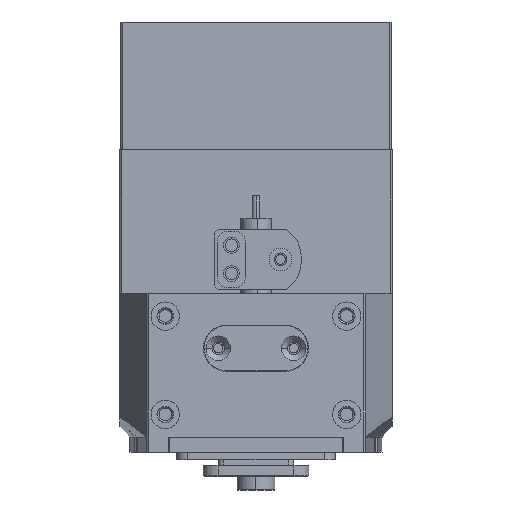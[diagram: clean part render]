
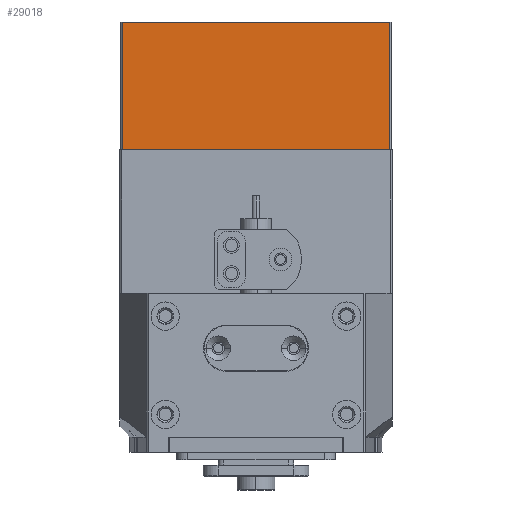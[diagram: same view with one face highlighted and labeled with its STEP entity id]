
A CAD part, left-side view. The second image highlights one B-rep face of the part: STEP entity #29018.
In plain terms, the highlighted planar face has unit normal (-1, 0, 0).
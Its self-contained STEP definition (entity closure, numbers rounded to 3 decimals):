
#624 = DIRECTION ( 'NONE',  ( 0., -1., 0. ) ) ;
#1188 = EDGE_CURVE ( 'NONE', #23738, #42314, #3835, .T. ) ;
#2740 = DIRECTION ( 'NONE',  ( 0., -1., 0. ) ) ;
#2981 = ORIENTED_EDGE ( 'NONE', *, *, #40136, .T. ) ;
#3835 = LINE ( 'NONE', #15456, #34472 ) ;
#4224 = CARTESIAN_POINT ( 'NONE',  ( -68.858, -22.473, 231.948 ) ) ;
#4336 = VERTEX_POINT ( 'NONE', #31826 ) ;
#6880 = LINE ( 'NONE', #19614, #18776 ) ;
#7114 = LINE ( 'NONE', #4224, #51409 ) ;
#8583 = CARTESIAN_POINT ( 'NONE',  ( -68.858, -22.473, 231.948 ) ) ;
#8976 = PLANE ( 'NONE',  #35404 ) ;
#10854 = EDGE_CURVE ( 'NONE', #18915, #42314, #7114, .T. ) ;
#10968 = DIRECTION ( 'NONE',  ( 0., 0., -1. ) ) ;
#12314 = LINE ( 'NONE', #34377, #35460 ) ;
#12978 = DIRECTION ( 'NONE',  ( 1., 0., 0. ) ) ;
#15456 = CARTESIAN_POINT ( 'NONE',  ( -68.858, 48.827, 231.948 ) ) ;
#16622 = CARTESIAN_POINT ( 'NONE',  ( -68.858, 48.827, 231.948 ) ) ;
#18776 = VECTOR ( 'NONE', #40033, 1000. ) ;
#18915 = VERTEX_POINT ( 'NONE', #43770 ) ;
#19614 = CARTESIAN_POINT ( 'NONE',  ( -68.858, 48.827, 198.248 ) ) ;
#19742 = EDGE_LOOP ( 'NONE', ( #2981, #22808, #51690, #41371 ) ) ;
#22808 = ORIENTED_EDGE ( 'NONE', *, *, #10854, .T. ) ;
#23518 = FACE_OUTER_BOUND ( 'NONE', #19742, .T. ) ;
#23738 = VERTEX_POINT ( 'NONE', #37188 ) ;
#23921 = EDGE_CURVE ( 'NONE', #23738, #4336, #12314, .T. ) ;
#28499 = DIRECTION ( 'NONE',  ( 0., 0., 1. ) ) ;
#29018 = ADVANCED_FACE ( 'NONE', ( #23518 ), #8976, .F. ) ;
#31826 = CARTESIAN_POINT ( 'NONE',  ( -68.858, 48.327, 198.248 ) ) ;
#34377 = CARTESIAN_POINT ( 'NONE',  ( -68.858, 48.327, 231.948 ) ) ;
#34472 = VECTOR ( 'NONE', #2740, 1000. ) ;
#35404 = AXIS2_PLACEMENT_3D ( 'NONE', #16622, #12978, #624 ) ;
#35460 = VECTOR ( 'NONE', #10968, 1000. ) ;
#37188 = CARTESIAN_POINT ( 'NONE',  ( -68.858, 48.327, 231.948 ) ) ;
#40033 = DIRECTION ( 'NONE',  ( 0., -1., 0. ) ) ;
#40136 = EDGE_CURVE ( 'NONE', #4336, #18915, #6880, .T. ) ;
#41371 = ORIENTED_EDGE ( 'NONE', *, *, #23921, .T. ) ;
#42314 = VERTEX_POINT ( 'NONE', #8583 ) ;
#43770 = CARTESIAN_POINT ( 'NONE',  ( -68.858, -22.473, 198.248 ) ) ;
#51409 = VECTOR ( 'NONE', #28499, 1000. ) ;
#51690 = ORIENTED_EDGE ( 'NONE', *, *, #1188, .F. ) ;
